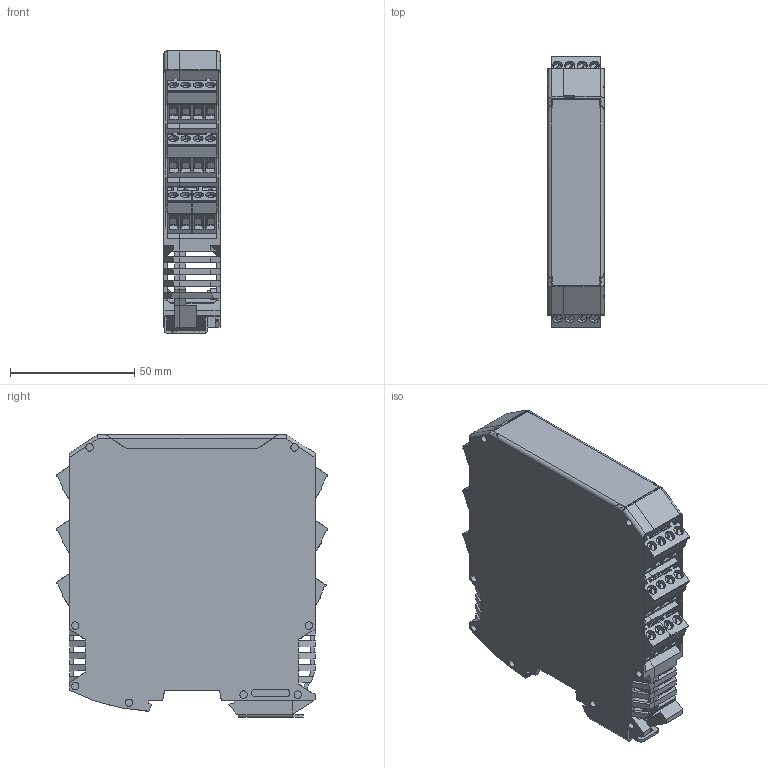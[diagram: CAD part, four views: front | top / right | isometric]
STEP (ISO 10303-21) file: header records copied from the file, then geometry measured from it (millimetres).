
FILE_DESCRIPTION(/* description */ ('Alibre Inc.'),/* implementation_level */ '2;1');
FILE_NAME(/* name */ 'export0',/* time_stamp */ '2015-08-13T14:45:56+02:00',/* author */ (''),/* organization */ (''),/* preprocessor_version */ 'ST-DEVELOPER v14',/* originating_system */ 'Alibre',/* authorisation */ '');
FILE_SCHEMA (('AUTOMOTIVE_DESIGN'));
Length unit declared in the file: millimetre
Products named in the file (15): ID_1
Bounding box: 22.6 x 109.35 x 113.7 mm (x, y, z)
Volume: 78730.9 mm3; surface area: 95599.2 mm2
Topology: 33 solids, 33 shells, 4244 faces, 11279 edges, 7318 vertices
Faces by surface type: plane 3395, cylinder 795, cone 50, torus 4
Full cylindrical faces by diameter (mm): 2.08 x12, 2.1 x24, 4.98 x1, 5 x2
Entity records: 59958 total; most frequent: CARTESIAN_POINT 11055, ORIENTED_EDGE 10894, DIRECTION 7747, EDGE_CURVE 5444, VECTOR 4474, LINE 4474, VERTEX_POINT 3572, AXIS2_PLACEMENT_3D 2389
